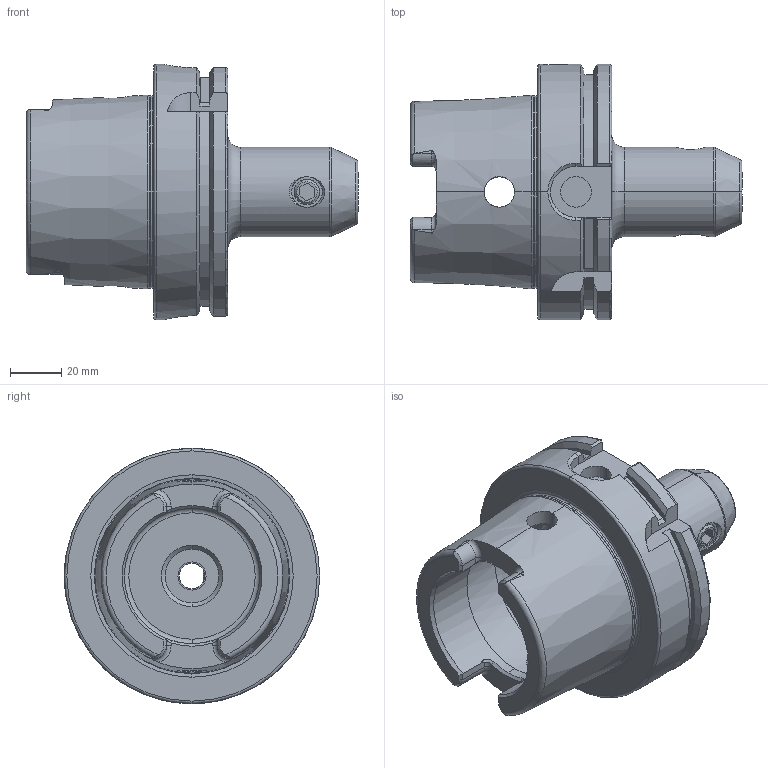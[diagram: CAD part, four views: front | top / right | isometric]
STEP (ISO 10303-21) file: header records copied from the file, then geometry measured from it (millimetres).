
FILE_DESCRIPTION (( 'STEP AP203' ), '1' );
FILE_NAME ('91100A-WE8 10080.STEP', '2015-09-05T12:02:57', ( '' ), ( '' ), 'SwSTEP 2.0', 'SolidWorks 2009', '' );
FILE_SCHEMA (( 'CONFIG_CONTROL_DESIGN' ));
Length unit declared in the file: millimetre
Products named in the file (3): 91100A-WE8 10080; HSKA100 EM 10 080 WW; M10X12
Assembly tree (2 placements, depth 2):
  91100A-WE8 10080
    M10X12
    HSKA100 EM 10 080 WW
Bounding box: 130 x 100 x 100 mm (x, y, z)
Volume: 296448.4 mm3; surface area: 57086.6 mm2
Topology: 2 solids, 2 shells, 201 faces, 492 edges, 301 vertices
Faces by surface type: plane 63, cylinder 56, cone 37, torus 33, bspline 10, sphere 2
Entity records: 7656 total; most frequent: CARTESIAN_POINT 2754, ORIENTED_EDGE 980, DIRECTION 948, EDGE_CURVE 490, AXIS2_PLACEMENT_3D 384, VERTEX_POINT 301, EDGE_LOOP 217, ADVANCED_FACE 201
